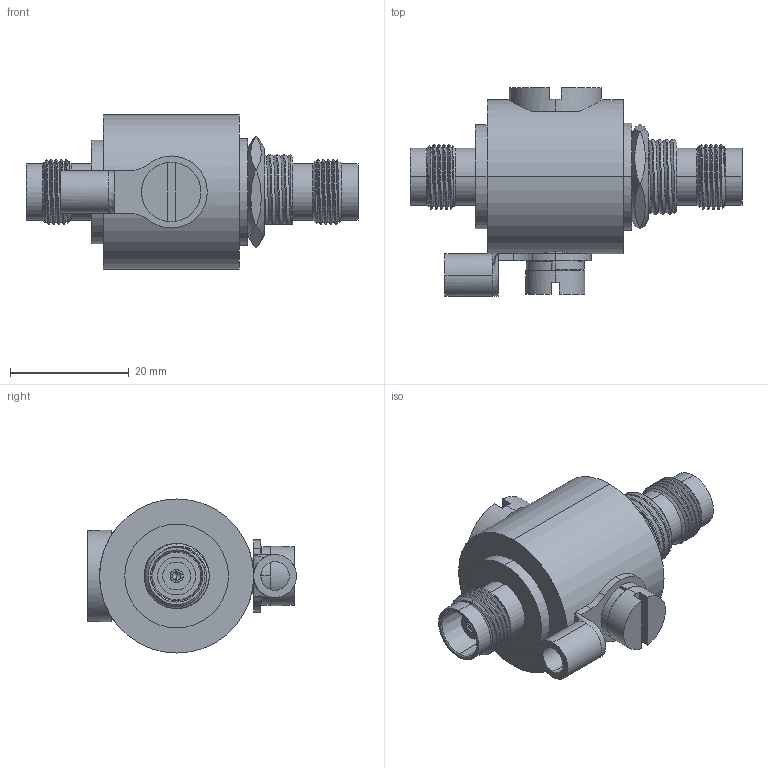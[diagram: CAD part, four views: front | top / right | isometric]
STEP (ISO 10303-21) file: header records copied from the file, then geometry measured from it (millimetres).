
FILE_DESCRIPTION (( 'STEP AP214' ), '1' );
FILE_NAME ('3D_P8AX25-T-FF.STEP', '2017-01-20T01:53:35', ( 'admin' ), ( '' ), 'SwSTEP 2.0', 'SolidWorks 2016', '' );
FILE_SCHEMA (( 'AUTOMOTIVE_DESIGN' ));
Length unit declared in the file: millimetre
Products named in the file (26): TD7.749.537; TD8.940.138; TD7.890.1687; 8-6 plug; TD7.890.912; TD8.930.005; TD8.034.1431; TD8.949.001; TD8.034.1430; TD8.945.012; TD8.240.307; 3D_P8AX25-T-FF; TD8.240.260
Assembly tree (15 placements, depth 2):
  8-6 plug
  TD8.930.005
  TD8.949.001
  TD8.945.012
  TD8.240.307
Bounding box: 56 x 35.22 x 26 mm (x, y, z)
Volume: 13498.3 mm3; surface area: 11840.9 mm2
Topology: 12 solids, 12 shells, 295 faces, 712 edges, 463 vertices
Faces by surface type: cylinder 129, plane 103, cone 28, bspline 25, torus 6, sphere 4
Entity records: 18823 total; most frequent: CARTESIAN_POINT 11370, DIRECTION 1438, ORIENTED_EDGE 1404, EDGE_CURVE 702, AXIS2_PLACEMENT_3D 586, VERTEX_POINT 455, EDGE_LOOP 341, FACE_OUTER_BOUND 295
